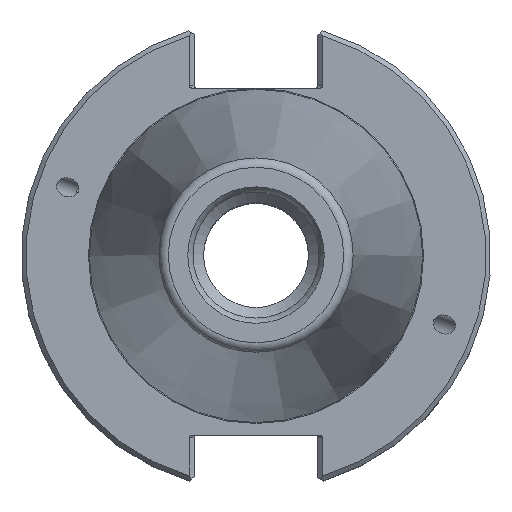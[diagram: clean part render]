
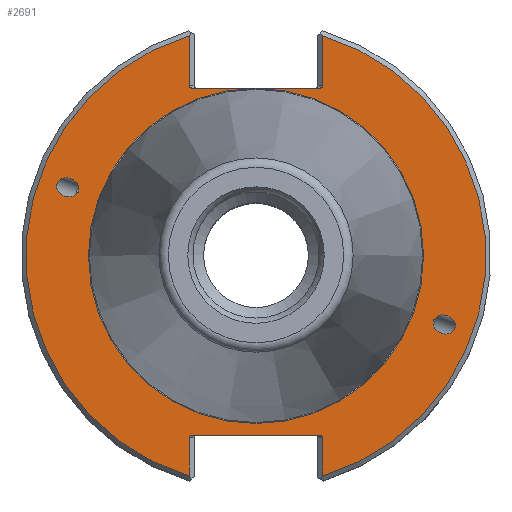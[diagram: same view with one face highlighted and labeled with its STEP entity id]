
A CAD part, top view. The second image highlights one B-rep face of the part: STEP entity #2691.
In plain terms, the highlighted planar face has unit normal (0, 0, 1).
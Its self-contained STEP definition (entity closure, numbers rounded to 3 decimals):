
#24=ELLIPSE('',#2866,2.381,1.95);
#25=ELLIPSE('',#2872,0.707,0.5);
#26=ELLIPSE('',#2874,0.707,0.5);
#27=ELLIPSE('',#2879,2.381,1.95);
#35=ELLIPSE('',#2904,0.707,0.5);
#36=ELLIPSE('',#2906,0.707,0.5);
#86=LINE('',#4129,#167);
#87=LINE('',#4138,#168);
#92=LINE('',#4157,#173);
#93=LINE('',#4169,#174);
#103=LINE('',#4203,#184);
#114=LINE('',#4250,#195);
#167=VECTOR('',#3295,1000.);
#168=VECTOR('',#3302,1000.);
#173=VECTOR('',#3317,1000.);
#174=VECTOR('',#3328,1000.);
#184=VECTOR('',#3354,1000.);
#195=VECTOR('',#3399,1000.);
#235=PLANE('',#2905);
#350=CIRCLE('',#2864,35.118);
#351=CIRCLE('',#2869,48.21);
#352=CIRCLE('',#2877,48.21);
#793=ORIENTED_EDGE('',*,*,#1052,.F.);
#794=ORIENTED_EDGE('',*,*,#1051,.T.);
#795=ORIENTED_EDGE('',*,*,#1049,.T.);
#796=ORIENTED_EDGE('',*,*,#1045,.T.);
#797=ORIENTED_EDGE('',*,*,#1067,.F.);
#798=ORIENTED_EDGE('',*,*,#1043,.T.);
#799=ORIENTED_EDGE('',*,*,#1041,.T.);
#800=ORIENTED_EDGE('',*,*,#1039,.T.);
#801=ORIENTED_EDGE('',*,*,#1038,.T.);
#802=ORIENTED_EDGE('',*,*,#1086,.T.);
#803=ORIENTED_EDGE('',*,*,#1088,.F.);
#804=ORIENTED_EDGE('',*,*,#1089,.T.);
#805=ORIENTED_EDGE('',*,*,#1053,.T.);
#806=ORIENTED_EDGE('',*,*,#1035,.F.);
#807=ORIENTED_EDGE('',*,*,#1034,.F.);
#1034=EDGE_CURVE('',#1247,#1247,#350,.T.);
#1035=EDGE_CURVE('',#1248,#1248,#24,.T.);
#1038=EDGE_CURVE('',#1249,#1250,#86,.T.);
#1039=EDGE_CURVE('',#1251,#1249,#351,.T.);
#1041=EDGE_CURVE('',#1252,#1251,#87,.T.);
#1043=EDGE_CURVE('',#1253,#1252,#25,.F.);
#1045=EDGE_CURVE('',#1254,#1255,#26,.F.);
#1049=EDGE_CURVE('',#1256,#1254,#92,.T.);
#1051=EDGE_CURVE('',#1257,#1256,#352,.T.);
#1052=EDGE_CURVE('',#1258,#1258,#27,.T.);
#1053=EDGE_CURVE('',#1259,#1257,#93,.T.);
#1067=EDGE_CURVE('',#1253,#1255,#103,.T.);
#1086=EDGE_CURVE('',#1250,#1277,#35,.F.);
#1088=EDGE_CURVE('',#1278,#1277,#114,.T.);
#1089=EDGE_CURVE('',#1278,#1259,#36,.F.);
#1247=VERTEX_POINT('',#4117);
#1248=VERTEX_POINT('',#4120);
#1249=VERTEX_POINT('',#4126);
#1250=VERTEX_POINT('',#4128);
#1251=VERTEX_POINT('',#4132);
#1252=VERTEX_POINT('',#4139);
#1253=VERTEX_POINT('',#4143);
#1254=VERTEX_POINT('',#4147);
#1255=VERTEX_POINT('',#4148);
#1256=VERTEX_POINT('',#4156);
#1257=VERTEX_POINT('',#4163);
#1258=VERTEX_POINT('',#4167);
#1259=VERTEX_POINT('',#4170);
#1277=VERTEX_POINT('',#4247);
#1278=VERTEX_POINT('',#4251);
#1511=EDGE_LOOP('',(#793));
#1512=EDGE_LOOP('',(#794,#795,#796,#797,#798,#799,#800,#801,#802,#803,#804,
#805));
#1513=EDGE_LOOP('',(#806));
#1514=EDGE_LOOP('',(#807));
#1693=FACE_BOUND('',#1511,.T.);
#1694=FACE_BOUND('',#1512,.T.);
#1695=FACE_BOUND('',#1513,.T.);
#1696=FACE_BOUND('',#1514,.T.);
#2691=ADVANCED_FACE('',(#1693,#1694,#1695,#1696),#235,.T.);
#2864=AXIS2_PLACEMENT_3D('',#4116,#3286,#3287);
#2866=AXIS2_PLACEMENT_3D('',#4119,#3290,#3291);
#2869=AXIS2_PLACEMENT_3D('',#4131,#3298,#3299);
#2872=AXIS2_PLACEMENT_3D('',#4142,#3306,#3307);
#2874=AXIS2_PLACEMENT_3D('',#4146,#3311,#3312);
#2877=AXIS2_PLACEMENT_3D('',#4164,#3320,#3321);
#2879=AXIS2_PLACEMENT_3D('',#4166,#3324,#3325);
#2904=AXIS2_PLACEMENT_3D('',#4246,#3394,#3395);
#2905=AXIS2_PLACEMENT_3D('',#4249,#3397,#3398);
#2906=AXIS2_PLACEMENT_3D('',#4252,#3400,#3401);
#3286=DIRECTION('',(0.,0.,1.));
#3287=DIRECTION('',(1.,0.,0.));
#3290=DIRECTION('',(0.,0.,1.));
#3291=DIRECTION('',(-0.94,0.342,0.));
#3295=DIRECTION('',(0.,-1.,0.));
#3298=DIRECTION('',(0.,0.,1.));
#3299=DIRECTION('',(1.,0.,0.));
#3302=DIRECTION('',(0.,-1.,0.));
#3306=DIRECTION('',(0.,0.,1.));
#3307=DIRECTION('',(1.,0.,0.));
#3311=DIRECTION('',(0.,0.,1.));
#3312=DIRECTION('',(1.,0.,0.));
#3317=DIRECTION('',(0.,1.,0.));
#3320=DIRECTION('',(0.,0.,1.));
#3321=DIRECTION('',(1.,0.,0.));
#3324=DIRECTION('',(0.,0.,1.));
#3325=DIRECTION('',(0.94,-0.342,0.));
#3328=DIRECTION('',(0.,1.,0.));
#3354=DIRECTION('',(-1.,0.,0.));
#3394=DIRECTION('',(0.,0.,1.));
#3395=DIRECTION('',(-1.,0.,0.));
#3397=DIRECTION('',(0.,0.,1.));
#3398=DIRECTION('',(1.,0.,0.));
#3399=DIRECTION('',(1.,0.,0.));
#3400=DIRECTION('',(0.,0.,1.));
#3401=DIRECTION('',(-1.,0.,0.));
#4116=CARTESIAN_POINT('',(0.,0.,-3.17));
#4117=CARTESIAN_POINT('',(35.118,0.,-3.17));
#4119=CARTESIAN_POINT('',(39.467,-14.365,-3.17));
#4120=CARTESIAN_POINT('',(37.23,-13.551,-3.17));
#4126=CARTESIAN_POINT('',(13.955,46.146,-3.17));
#4128=CARTESIAN_POINT('',(13.955,35.66,-3.17));
#4129=CARTESIAN_POINT('',(13.955,35.16,-3.17));
#4131=CARTESIAN_POINT('',(0.,0.,-3.17));
#4132=CARTESIAN_POINT('',(13.955,-46.146,-3.17));
#4138=CARTESIAN_POINT('',(13.955,-47.619,-3.17));
#4139=CARTESIAN_POINT('',(13.955,-38.07,-3.17));
#4142=CARTESIAN_POINT('',(13.248,-38.07,-3.17));
#4143=CARTESIAN_POINT('',(13.248,-37.57,-3.17));
#4146=CARTESIAN_POINT('',(-13.248,-38.07,-3.17));
#4147=CARTESIAN_POINT('',(-13.955,-38.07,-3.17));
#4148=CARTESIAN_POINT('',(-13.248,-37.57,-3.17));
#4156=CARTESIAN_POINT('',(-13.955,-46.146,-3.17));
#4157=CARTESIAN_POINT('',(-13.955,-37.57,-3.17));
#4163=CARTESIAN_POINT('',(-13.955,46.146,-3.17));
#4164=CARTESIAN_POINT('',(0.,0.,-3.17));
#4166=CARTESIAN_POINT('',(-39.467,14.365,-3.17));
#4167=CARTESIAN_POINT('',(-37.23,13.551,-3.17));
#4169=CARTESIAN_POINT('',(-13.955,47.619,-3.17));
#4170=CARTESIAN_POINT('',(-13.955,35.66,-3.17));
#4203=CARTESIAN_POINT('',(12.955,-37.57,-3.17));
#4246=CARTESIAN_POINT('',(13.248,35.66,-3.17));
#4247=CARTESIAN_POINT('',(13.248,35.16,-3.17));
#4249=CARTESIAN_POINT('',(35.118,0.,-3.17));
#4250=CARTESIAN_POINT('',(-12.955,35.16,-3.17));
#4251=CARTESIAN_POINT('',(-13.248,35.16,-3.17));
#4252=CARTESIAN_POINT('',(-13.248,35.66,-3.17));
